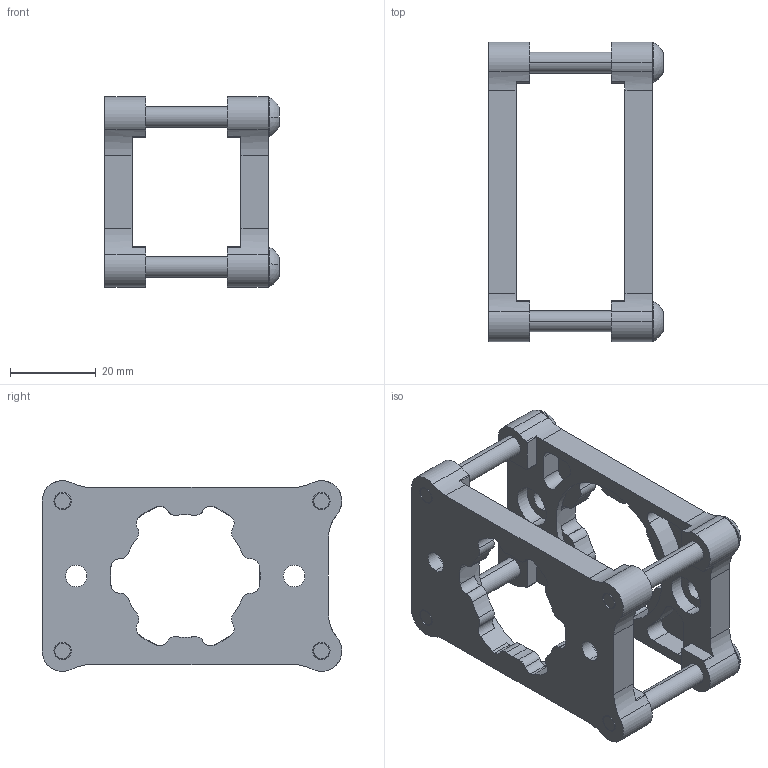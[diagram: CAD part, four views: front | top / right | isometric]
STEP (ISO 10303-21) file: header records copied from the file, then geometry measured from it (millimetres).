
FILE_DESCRIPTION (( 'STEP AP203' ), '1' );
FILE_NAME ('REV-21-2550.STEP', '2022-10-07T19:13:56', ( '' ), ( '' ), 'SwSTEP 2.0', 'SolidWorks 2022', '' );
FILE_SCHEMA (( 'CONFIG_CONTROL_DESIGN' ));
Length unit declared in the file: inch
Products named in the file (4): REV-21-2550; REV-21-2550-P01; REV-21-2550-P02; #10 Button Head Cap Screws_1.500 Long
Assembly tree (6 placements, depth 2):
  REV-21-2550
    REV-21-2550-P02
    REV-21-2550-P01
    #10 Button Head Cap Screws_1.500 Long  x4
Bounding box: 40.67 x 69.85 x 44.45 mm (x, y, z)
Volume: 24923.2 mm3; surface area: 18898.4 mm2
Topology: 6 solids, 6 shells, 410 faces, 1058 edges, 672 vertices
Faces by surface type: cylinder 222, plane 136, cone 44, sphere 8
Entity records: 10801 total; most frequent: DIRECTION 1977, CARTESIAN_POINT 1798, ORIENTED_EDGE 1722, EDGE_CURVE 861, AXIS2_PLACEMENT_3D 800, VERTEX_POINT 567, CIRCLE 477, VECTOR 377
